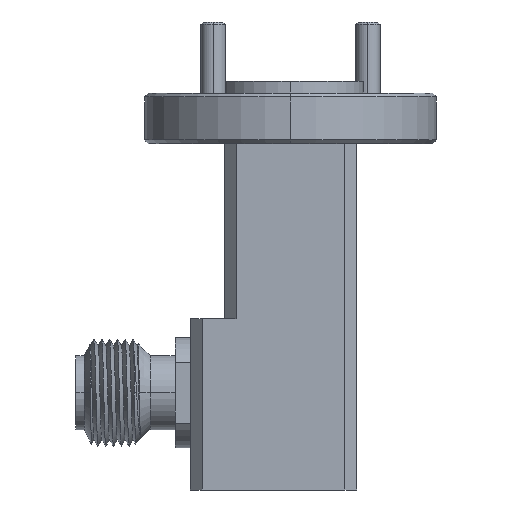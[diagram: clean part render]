
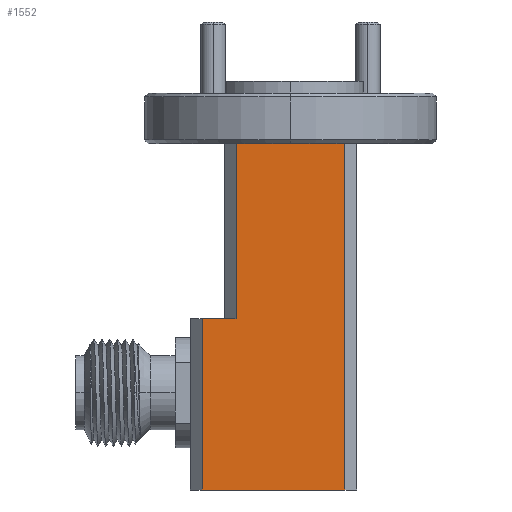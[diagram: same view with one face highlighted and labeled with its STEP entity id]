
A CAD part, left-side view. The second image highlights one B-rep face of the part: STEP entity #1552.
In plain terms, the highlighted planar face has unit normal (-1, 0, 0).
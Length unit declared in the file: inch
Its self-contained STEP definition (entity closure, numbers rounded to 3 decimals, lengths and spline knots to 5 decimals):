
#14 = DIRECTION ( 'NONE',  ( 0., 0., 1. ) ) ;
#72 = VECTOR ( 'NONE', #1923, 39.37008 ) ;
#85 = CARTESIAN_POINT ( 'NONE',  ( -0.17, 0., 0. ) ) ;
#123 = CARTESIAN_POINT ( 'NONE',  ( -0.17, 0., 0. ) ) ;
#198 = CARTESIAN_POINT ( 'NONE',  ( -0.17, 0.31, 0. ) ) ;
#364 = VERTEX_POINT ( 'NONE', #526 ) ;
#475 = CARTESIAN_POINT ( 'NONE',  ( -0.17, 0.03, 0.89 ) ) ;
#477 = LINE ( 'NONE', #85, #1918 ) ;
#526 = CARTESIAN_POINT ( 'NONE',  ( -0.17, 0.03, 0. ) ) ;
#539 = EDGE_CURVE ( 'NONE', #2126, #5529, #1760, .T. ) ;
#796 = CARTESIAN_POINT ( 'NONE',  ( -0.17, 0.03, 0. ) ) ;
#839 = EDGE_CURVE ( 'NONE', #4689, #5529, #953, .T. ) ;
#953 = LINE ( 'NONE', #198, #72 ) ;
#1039 = VERTEX_POINT ( 'NONE', #475 ) ;
#1127 = ORIENTED_EDGE ( 'NONE', *, *, #2697, .T. ) ;
#1255 = ORIENTED_EDGE ( 'NONE', *, *, #539, .F. ) ;
#1552 = ADVANCED_FACE ( 'NONE', ( #5534 ), #5144, .F. ) ;
#1714 = CARTESIAN_POINT ( 'NONE',  ( -0.17, 0.31, 0.89 ) ) ;
#1721 = CARTESIAN_POINT ( 'NONE',  ( -0.17, 0.397, 0.44 ) ) ;
#1741 = ORIENTED_EDGE ( 'NONE', *, *, #4309, .T. ) ;
#1760 = LINE ( 'NONE', #3868, #2720 ) ;
#1879 = LINE ( 'NONE', #3601, #3344 ) ;
#1918 = VECTOR ( 'NONE', #4284, 39.37008 ) ;
#1923 = DIRECTION ( 'NONE',  ( 0., 0., -1. ) ) ;
#2126 = VERTEX_POINT ( 'NONE', #1721 ) ;
#2134 = EDGE_CURVE ( 'NONE', #364, #3369, #477, .T. ) ;
#2199 = LINE ( 'NONE', #796, #3218 ) ;
#2341 = CARTESIAN_POINT ( 'NONE',  ( -0.17, 0.31, 0.44 ) ) ;
#2350 = CARTESIAN_POINT ( 'NONE',  ( -0.17, 0.397, 0. ) ) ;
#2500 = ORIENTED_EDGE ( 'NONE', *, *, #3206, .F. ) ;
#2697 = EDGE_CURVE ( 'NONE', #2126, #3369, #5024, .T. ) ;
#2705 = VECTOR ( 'NONE', #4039, 39.37008 ) ;
#2720 = VECTOR ( 'NONE', #4817, 39.37008 ) ;
#3206 = EDGE_CURVE ( 'NONE', #4689, #1039, #1879, .T. ) ;
#3218 = VECTOR ( 'NONE', #14, 39.37008 ) ;
#3344 = VECTOR ( 'NONE', #3576, 39.37008 ) ;
#3369 = VERTEX_POINT ( 'NONE', #3386 ) ;
#3386 = CARTESIAN_POINT ( 'NONE',  ( -0.17, 0.397, 0. ) ) ;
#3538 = DIRECTION ( 'NONE',  ( 0., 0., -1. ) ) ;
#3558 = AXIS2_PLACEMENT_3D ( 'NONE', #123, #5164, #3538 ) ;
#3576 = DIRECTION ( 'NONE',  ( 0., -1., 0. ) ) ;
#3601 = CARTESIAN_POINT ( 'NONE',  ( -0.17, 0.34, 0.89 ) ) ;
#3868 = CARTESIAN_POINT ( 'NONE',  ( -0.17, 0.427, 0.44 ) ) ;
#4039 = DIRECTION ( 'NONE',  ( 0., 0., -1. ) ) ;
#4284 = DIRECTION ( 'NONE',  ( 0., 1., 0. ) ) ;
#4309 = EDGE_CURVE ( 'NONE', #364, #1039, #2199, .T. ) ;
#4689 = VERTEX_POINT ( 'NONE', #1714 ) ;
#4817 = DIRECTION ( 'NONE',  ( 0., -1., 0. ) ) ;
#4995 = ORIENTED_EDGE ( 'NONE', *, *, #839, .T. ) ;
#5024 = LINE ( 'NONE', #2350, #2705 ) ;
#5144 = PLANE ( 'NONE',  #3558 ) ;
#5164 = DIRECTION ( 'NONE',  ( 1., 0., 0. ) ) ;
#5186 = EDGE_LOOP ( 'NONE', ( #2500, #4995, #1255, #1127, #5275, #1741 ) ) ;
#5275 = ORIENTED_EDGE ( 'NONE', *, *, #2134, .F. ) ;
#5529 = VERTEX_POINT ( 'NONE', #2341 ) ;
#5534 = FACE_OUTER_BOUND ( 'NONE', #5186, .T. ) ;
